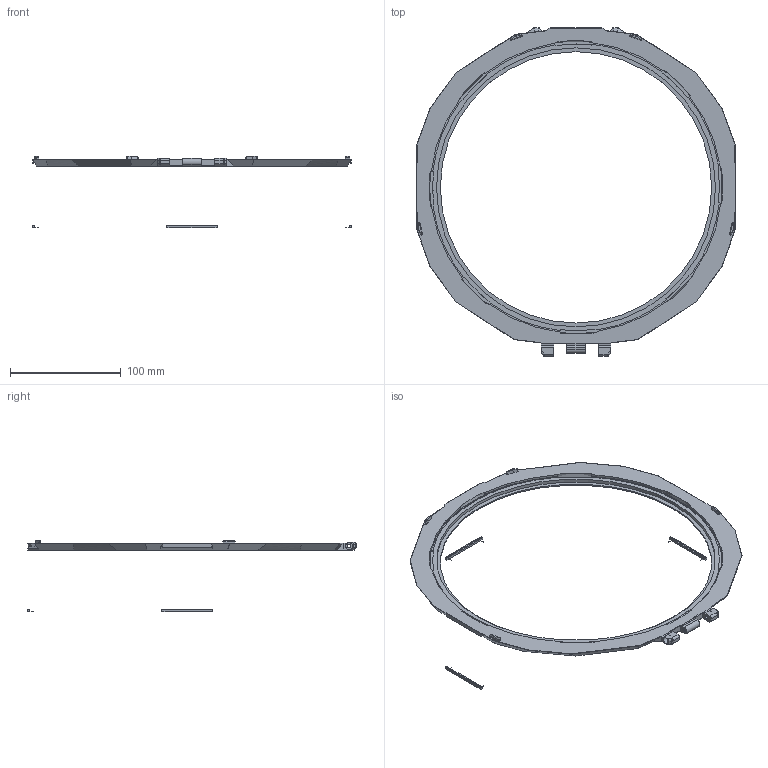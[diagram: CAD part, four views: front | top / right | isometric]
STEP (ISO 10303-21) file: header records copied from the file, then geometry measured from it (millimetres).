
FILE_DESCRIPTION(/* description */ (''),/* implementation_level */ '2;1');
FILE_NAME(/* name */ 'Lid Frame - Extra Clearance (by AdamV3D).step',/* time_stamp */ '2024-04-19T20:06:06+02:00',/* author */ (''),/* organization */ (''),/* preprocessor_version */ 'ST-DEVELOPER v20',/* originating_system */ 'Autodesk Translation Framework v12.20.1.177',/* authorisation */ '');
FILE_SCHEMA (('AUTOMOTIVE_DESIGN { 1 0 10303 214 3 1 1 }'));
Length unit declared in the file: millimetre
Products named in the file (2): V3D Lid; Supports (4)
Assembly tree (1 placements, depth 2):
  V3D Lid
    Supports (4)
Bounding box: 288.79 x 297.18 x 65 mm (x, y, z)
Volume: 80488.8 mm3; surface area: 72203.4 mm2
Topology: 4 solids, 15 shells, 627 faces, 1651 edges, 1065 vertices
Faces by surface type: plane 333, cylinder 166, cone 75, bspline 43, sphere 6, torus 4
Full cylindrical faces by diameter (mm): 2.9 x1, 3.3 x2, 6.2 x2, 245.45 x1, 252.4 x1, 259 x1, 265.406 x1
Entity records: 20493 total; most frequent: CARTESIAN_POINT 5035, ORIENTED_EDGE 3294, DIRECTION 3175, EDGE_CURVE 1647, AXIS2_PLACEMENT_3D 1115, VERTEX_POINT 1065, LINE 945, VECTOR 945
